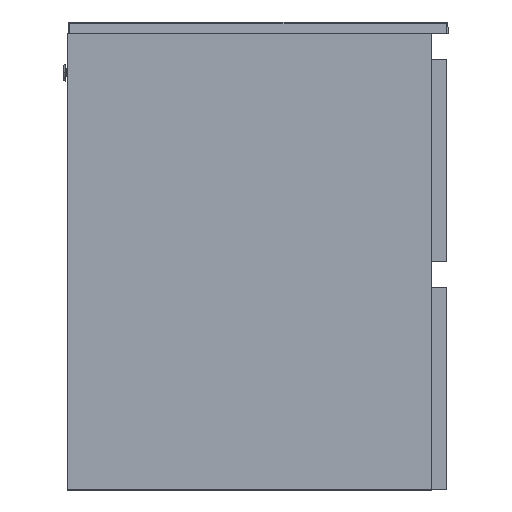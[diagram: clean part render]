
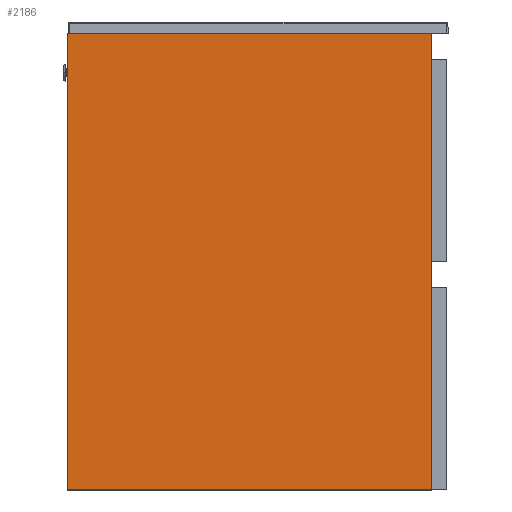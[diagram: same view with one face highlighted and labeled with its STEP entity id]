
A CAD part, left-side view. The second image highlights one B-rep face of the part: STEP entity #2186.
In plain terms, the highlighted planar face has unit normal (-1, 0, 0).
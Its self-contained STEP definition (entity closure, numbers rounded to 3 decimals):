
#2186=ADVANCED_FACE('',(#4633),#37069,.T.);
#4633=FACE_OUTER_BOUND('',#7052,.T.);
#7052=EDGE_LOOP('',(#18513,#18514,#18515,#18516));
#18513=ORIENTED_EDGE('',*,*,#24793,.T.);
#18514=ORIENTED_EDGE('',*,*,#24786,.T.);
#18515=ORIENTED_EDGE('',*,*,#24794,.F.);
#18516=ORIENTED_EDGE('',*,*,#24791,.F.);
#24786=EDGE_CURVE('',#34710,#34713,#29738,.T.);
#24791=EDGE_CURVE('',#34716,#34717,#29743,.T.);
#24793=EDGE_CURVE('',#34716,#34710,#29745,.T.);
#24794=EDGE_CURVE('',#34717,#34713,#29746,.T.);
#29738=B_SPLINE_CURVE_WITH_KNOTS('',1,(#95972,#95973),.UNSPECIFIED.,.F.,
 .F.,(2,2),(0.,2950.),.UNSPECIFIED.);
#29743=B_SPLINE_CURVE_WITH_KNOTS('',1,(#95982,#95983),.UNSPECIFIED.,.F.,
 .F.,(2,2),(0.,2950.),.UNSPECIFIED.);
#29745=B_SPLINE_CURVE_WITH_KNOTS('',1,(#95986,#95987),.UNSPECIFIED.,.F.,
 .F.,(2,2),(1740.,2320.),.UNSPECIFIED.);
#29746=B_SPLINE_CURVE_WITH_KNOTS('',1,(#95988,#95989),.UNSPECIFIED.,.F.,
 .F.,(2,2),(1740.,2320.),.UNSPECIFIED.);
#34710=VERTEX_POINT('',#95958);
#34713=VERTEX_POINT('',#95961);
#34716=VERTEX_POINT('',#95964);
#34717=VERTEX_POINT('',#95965);
#37069=PLANE('',#39062);
#39062=AXIS2_PLACEMENT_3D('',#95955,#40999,$);
#40999=DIRECTION('',(-1.,0.,0.));
#95955=CARTESIAN_POINT('',(-348.5,225.244,242.));
#95958=CARTESIAN_POINT('',(-348.5,-205.756,242.));
#95961=CARTESIAN_POINT('',(-348.5,-205.756,782.));
#95964=CARTESIAN_POINT('',(-348.5,225.244,242.));
#95965=CARTESIAN_POINT('',(-348.5,225.244,782.));
#95972=CARTESIAN_POINT('',(-348.5,-205.756,242.));
#95973=CARTESIAN_POINT('',(-348.5,-205.756,782.));
#95982=CARTESIAN_POINT('',(-348.5,225.244,242.));
#95983=CARTESIAN_POINT('',(-348.5,225.244,782.));
#95986=CARTESIAN_POINT('',(-348.5,225.244,242.));
#95987=CARTESIAN_POINT('',(-348.5,-205.756,242.));
#95988=CARTESIAN_POINT('',(-348.5,225.244,782.));
#95989=CARTESIAN_POINT('',(-348.5,-205.756,782.));
